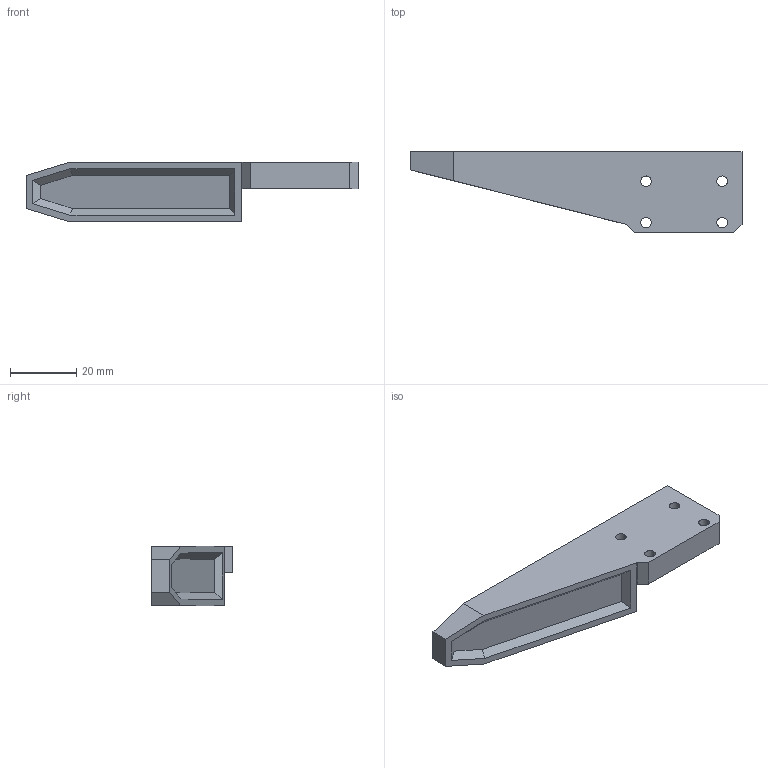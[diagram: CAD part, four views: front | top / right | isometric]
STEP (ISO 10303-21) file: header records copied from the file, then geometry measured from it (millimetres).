
FILE_DESCRIPTION (( 'STEP AP214' ), '1' );
FILE_NAME ('MSG_solid_jaw.STEP', '2025-12-28T16:44:58', ( '' ), ( '' ), 'SwSTEP 2.0', 'SolidWorks 2020', '' );
FILE_SCHEMA (( 'AUTOMOTIVE_DESIGN' ));
Length unit declared in the file: millimetre
Products named in the file (1): MSG_solid_jaw
Bounding box: 100.3 x 24.4 x 18 mm (x, y, z)
Volume: 20012.8 mm3; surface area: 7266.4 mm2
Topology: 1 solids, 1 shells, 34 faces, 89 edges, 59 vertices
Faces by surface type: plane 26, cylinder 8
Entity records: 1091 total; most frequent: CARTESIAN_POINT 183, ORIENTED_EDGE 178, DIRECTION 175, EDGE_CURVE 89, LINE 73, VECTOR 73, VERTEX_POINT 59, AXIS2_PLACEMENT_3D 51
